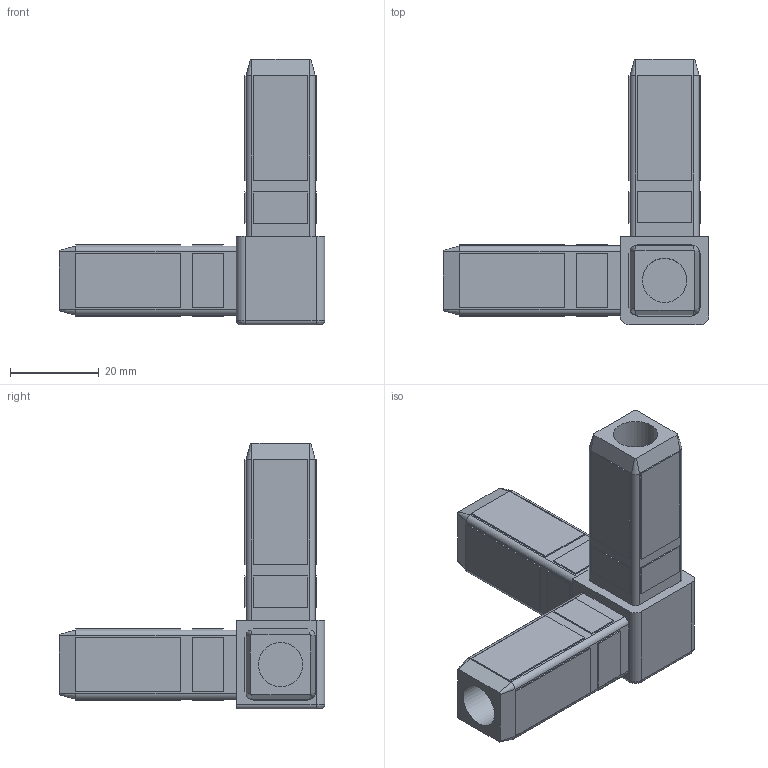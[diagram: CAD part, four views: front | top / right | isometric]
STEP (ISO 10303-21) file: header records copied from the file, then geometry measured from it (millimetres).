
FILE_DESCRIPTION(('STEP AP203'),'2;1');
FILE_NAME('XF30003G.stp','2011-02-02T11:37:07',(''),(''),'2009.3.110','THINKDESIGN','');
FILE_SCHEMA(('CONFIG_CONTROL_DESIGN'));
Length unit declared in the file: millimetre
Bounding box: 60 x 60 x 60 mm (x, y, z)
Volume: 28578 mm3; surface area: 13536.8 mm2
Topology: 1 solids, 1 shells, 190 faces, 464 edges, 294 vertices
Faces by surface type: plane 144, bspline 26, cylinder 20
Full cylindrical faces by diameter (mm): 10 x3
Entity records: 6083 total; most frequent: CARTESIAN_POINT 1564, ORIENTED_EDGE 928, DIRECTION 848, EDGE_CURVE 464, VECTOR 400, LINE 400, VERTEX_POINT 294, AXIS2_PLACEMENT_3D 224
